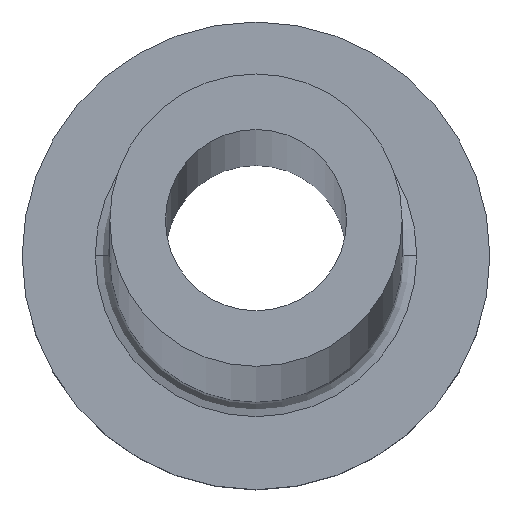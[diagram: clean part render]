
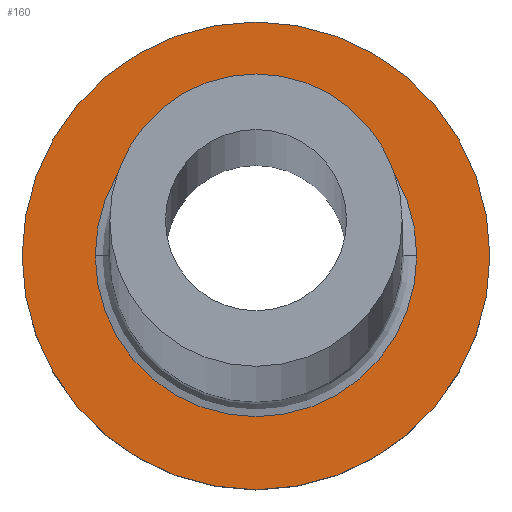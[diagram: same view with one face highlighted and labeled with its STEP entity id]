
A CAD part, top view. The second image highlights one B-rep face of the part: STEP entity #160.
In plain terms, the highlighted planar face has unit normal (0, 0, 1).
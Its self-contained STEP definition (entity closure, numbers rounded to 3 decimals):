
#7 = ORIENTED_EDGE ( 'NONE', *, *, #173, .T. ) ;
#16 = CARTESIAN_POINT ( 'NONE',  ( 5.5, 0., 5. ) ) ;
#72 = EDGE_LOOP ( 'NONE', ( #262, #78 ) ) ;
#78 = ORIENTED_EDGE ( 'NONE', *, *, #91, .T. ) ;
#87 = CIRCLE ( 'NONE', #237, 8. ) ;
#89 = EDGE_LOOP ( 'NONE', ( #227, #7 ) ) ;
#91 = EDGE_CURVE ( 'NONE', #292, #355, #184, .T. ) ;
#92 = DIRECTION ( 'NONE',  ( 1., 0., 0. ) ) ;
#99 = DIRECTION ( 'NONE',  ( 0., 0., 1. ) ) ;
#116 = DIRECTION ( 'NONE',  ( 0., 0., 1. ) ) ;
#117 = CARTESIAN_POINT ( 'NONE',  ( -8., 0., 5. ) ) ;
#127 = AXIS2_PLACEMENT_3D ( 'NONE', #299, #99, #208 ) ;
#138 = AXIS2_PLACEMENT_3D ( 'NONE', #233, #146, #253 ) ;
#146 = DIRECTION ( 'NONE',  ( 0., 0., -1. ) ) ;
#147 = VERTEX_POINT ( 'NONE', #117 ) ;
#148 = CIRCLE ( 'NONE', #127, 8. ) ;
#154 = VERTEX_POINT ( 'NONE', #229 ) ;
#160 = ADVANCED_FACE ( 'NONE', ( #316, #286 ), #378, .T. ) ;
#171 = DIRECTION ( 'NONE',  ( 1., 0., 0. ) ) ;
#173 = EDGE_CURVE ( 'NONE', #154, #147, #87, .T. ) ;
#180 = CARTESIAN_POINT ( 'NONE',  ( 0., 0., 5. ) ) ;
#184 = CIRCLE ( 'NONE', #138, 5.5 ) ;
#206 = DIRECTION ( 'NONE',  ( 0., 0., 1. ) ) ;
#208 = DIRECTION ( 'NONE',  ( 1., 0., 0. ) ) ;
#215 = CARTESIAN_POINT ( 'NONE',  ( -5.5, 0., 5. ) ) ;
#227 = ORIENTED_EDGE ( 'NONE', *, *, #267, .T. ) ;
#229 = CARTESIAN_POINT ( 'NONE',  ( 8., 0., 5. ) ) ;
#233 = CARTESIAN_POINT ( 'NONE',  ( 0., 0., 5. ) ) ;
#236 = CARTESIAN_POINT ( 'NONE',  ( 0., 0., 5. ) ) ;
#237 = AXIS2_PLACEMENT_3D ( 'NONE', #353, #206, #344 ) ;
#244 = EDGE_CURVE ( 'NONE', #355, #292, #348, .T. ) ;
#253 = DIRECTION ( 'NONE',  ( 1., 0., 0. ) ) ;
#262 = ORIENTED_EDGE ( 'NONE', *, *, #244, .T. ) ;
#267 = EDGE_CURVE ( 'NONE', #147, #154, #148, .T. ) ;
#286 = FACE_OUTER_BOUND ( 'NONE', #89, .T. ) ;
#292 = VERTEX_POINT ( 'NONE', #215 ) ;
#293 = AXIS2_PLACEMENT_3D ( 'NONE', #180, #324, #92 ) ;
#299 = CARTESIAN_POINT ( 'NONE',  ( 0., 0., 5. ) ) ;
#316 = FACE_BOUND ( 'NONE', #72, .T. ) ;
#322 = AXIS2_PLACEMENT_3D ( 'NONE', #236, #116, #171 ) ;
#324 = DIRECTION ( 'NONE',  ( 0., 0., -1. ) ) ;
#344 = DIRECTION ( 'NONE',  ( 1., 0., 0. ) ) ;
#348 = CIRCLE ( 'NONE', #293, 5.5 ) ;
#353 = CARTESIAN_POINT ( 'NONE',  ( 0., 0., 5. ) ) ;
#355 = VERTEX_POINT ( 'NONE', #16 ) ;
#378 = PLANE ( 'NONE',  #322 ) ;
